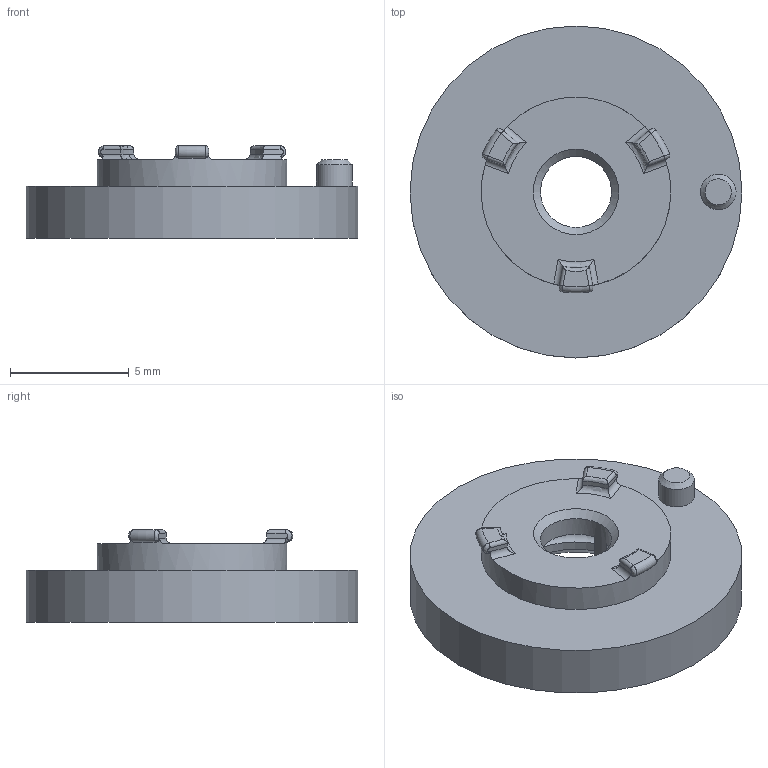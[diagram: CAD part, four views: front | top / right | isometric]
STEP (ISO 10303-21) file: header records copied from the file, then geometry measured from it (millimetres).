
FILE_DESCRIPTION(/* description */ (''),/* implementation_level */ '2;1');
FILE_NAME(/* name */ 'ScreenPlatform.step',/* time_stamp */ '2023-12-17T11:06:44+07:00',/* author */ (''),/* organization */ (''),/* preprocessor_version */ 'ST-DEVELOPER v20',/* originating_system */ 'Autodesk Translation Framework v12.14.0.127',/* authorisation */ '');
FILE_SCHEMA (('AUTOMOTIVE_DESIGN { 1 0 10303 214 3 1 1 }'));
Length unit declared in the file: millimetre
Products named in the file (1): ScreenPlatform
Bounding box: 14 x 14 x 3.9 mm (x, y, z)
Volume: 337.9 mm3; surface area: 485.3 mm2
Topology: 1 solids, 1 shells, 73 faces, 182 edges, 113 vertices
Faces by surface type: cylinder 23, plane 23, bspline 12, torus 11, cone 4
Full cylindrical faces by diameter (mm): 1.5 x1, 3 x1, 8 x1, 14 x1
Entity records: 3163 total; most frequent: CARTESIAN_POINT 1494, ORIENTED_EDGE 364, DIRECTION 302, EDGE_CURVE 182, AXIS2_PLACEMENT_3D 120, VERTEX_POINT 113, EDGE_LOOP 77, FACE_OUTER_BOUND 73
